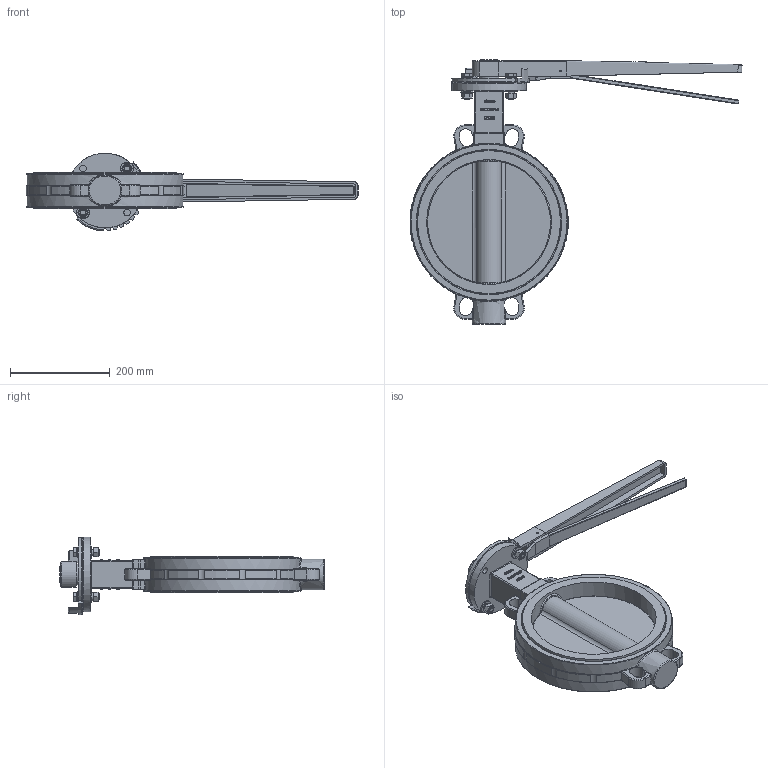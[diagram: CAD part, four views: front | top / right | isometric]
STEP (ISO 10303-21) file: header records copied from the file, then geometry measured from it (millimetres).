
FILE_DESCRIPTION(/* description */ ('1123250'),/* implementation_level */ '2;1');
FILE_NAME(/* name */ '1123250.stp',/* time_stamp */ '2017-02-03T11:12:36+01:00',/* author */ ('jmorand'),/* organization */ ('Sferaco'),/* preprocessor_version */ 'ST-DEVELOPER v16.5',/* originating_system */ 'Autodesk Inventor 2017',/* authorisation */ '');
FILE_SCHEMA (('AUTOMOTIVE_DESIGN { 1 0 10303 214 3 1 1 }'));
Products named in the file (1): 1123250_bd
Bounding box: 666.16 x 531 x 155.82 mm (x, y, z)
Volume: 4371530.6 mm3; surface area: 536949.7 mm2
Topology: 1 solids, 2 shells, 1662 faces, 4459 edges, 2882 vertices
Faces by surface type: plane 775, bspline 583, cylinder 196, torus 80, cone 18, sphere 10
Full cylindrical faces by diameter (mm): 3.5 x4, 12 x4, 13 x4, 13.3 x2, 18 x2, 22 x2, 25.4 x2, 32 x1, 34 x1, 42 x1, 150 x1, 250.5 x2, 287 x2, 290 x2, 315 x2
Entity records: 60568 total; most frequent: CARTESIAN_POINT 21499, ORIENTED_EDGE 8766, DIRECTION 5878, EDGE_CURVE 4383, VERTEX_POINT 2859, LINE 2380, VECTOR 2380, EDGE_LOOP 1824
